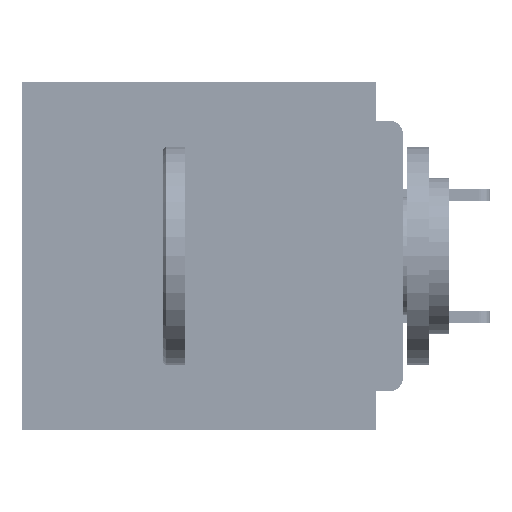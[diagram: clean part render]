
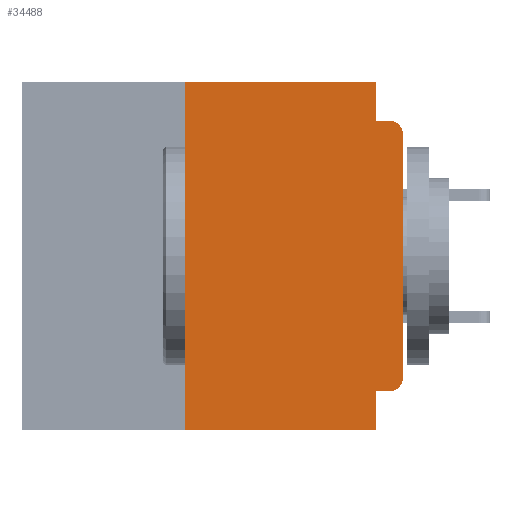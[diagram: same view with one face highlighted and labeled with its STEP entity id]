
A CAD part, left-side view. The second image highlights one B-rep face of the part: STEP entity #34488.
In plain terms, the highlighted planar face has unit normal (-1, 0, 0).
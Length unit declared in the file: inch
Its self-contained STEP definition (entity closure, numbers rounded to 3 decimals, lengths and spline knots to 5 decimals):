
#473 = ORIENTED_EDGE ( 'NONE', *, *, #55599, .T. ) ;
#1620 = VECTOR ( 'NONE', #65380, 39.37008 ) ;
#2172 = CARTESIAN_POINT ( 'NONE',  ( 0., 0.015, -0.34 ) ) ;
#2441 = ORIENTED_EDGE ( 'NONE', *, *, #53403, .T. ) ;
#2627 = VERTEX_POINT ( 'NONE', #60429 ) ;
#3083 = PLANE ( 'NONE',  #67594 ) ;
#3205 = DIRECTION ( 'NONE',  ( 0., 1., 0. ) ) ;
#3796 = CARTESIAN_POINT ( 'NONE',  ( 0., 0.031, 0. ) ) ;
#5750 = CARTESIAN_POINT ( 'NONE',  ( 0., 0.015, -0.06 ) ) ;
#7518 = ORIENTED_EDGE ( 'NONE', *, *, #28582, .F. ) ;
#7830 = DIRECTION ( 'NONE',  ( 0., 0., -1. ) ) ;
#10723 = DIRECTION ( 'NONE',  ( 0., 0., 1. ) ) ;
#11311 = ORIENTED_EDGE ( 'NONE', *, *, #68784, .F. ) ;
#11368 = DIRECTION ( 'NONE',  ( 0., 0., -1. ) ) ;
#12508 = CIRCLE ( 'NONE', #20918, 0.015 ) ;
#14291 = DIRECTION ( 'NONE',  ( 1., 0., 0. ) ) ;
#16408 = LINE ( 'NONE', #21491, #1620 ) ;
#17221 = CARTESIAN_POINT ( 'NONE',  ( 0., 0.437, -0.4 ) ) ;
#18753 = ORIENTED_EDGE ( 'NONE', *, *, #51442, .F. ) ;
#19140 = FACE_OUTER_BOUND ( 'NONE', #39768, .T. ) ;
#20870 = CARTESIAN_POINT ( 'NONE',  ( 0., 0.031, -0.4 ) ) ;
#20918 = AXIS2_PLACEMENT_3D ( 'NONE', #5750, #44274, #11368 ) ;
#21491 = CARTESIAN_POINT ( 'NONE',  ( 0., 0., 0. ) ) ;
#23014 = EDGE_CURVE ( 'NONE', #68720, #2627, #65859, .T. ) ;
#24476 = VERTEX_POINT ( 'NONE', #48046 ) ;
#24886 = VERTEX_POINT ( 'NONE', #30501 ) ;
#25302 = CARTESIAN_POINT ( 'NONE',  ( 0., 0.015, -0.355 ) ) ;
#26437 = DIRECTION ( 'NONE',  ( 0., -1., 0. ) ) ;
#26830 = ORIENTED_EDGE ( 'NONE', *, *, #61138, .F. ) ;
#27276 = ORIENTED_EDGE ( 'NONE', *, *, #56796, .T. ) ;
#28582 = EDGE_CURVE ( 'NONE', #24476, #33949, #70810, .T. ) ;
#30071 = VECTOR ( 'NONE', #43229, 39.37008 ) ;
#30501 = CARTESIAN_POINT ( 'NONE',  ( 0., 0.031, 0. ) ) ;
#30637 = VECTOR ( 'NONE', #3205, 39.37008 ) ;
#30750 = LINE ( 'NONE', #3796, #58153 ) ;
#31500 = CARTESIAN_POINT ( 'NONE',  ( 0., 0.437, 0. ) ) ;
#32352 = LINE ( 'NONE', #36293, #30637 ) ;
#32656 = AXIS2_PLACEMENT_3D ( 'NONE', #2172, #40807, #7830 ) ;
#33368 = LINE ( 'NONE', #50973, #62490 ) ;
#33674 = LINE ( 'NONE', #31500, #61092 ) ;
#33949 = VERTEX_POINT ( 'NONE', #42951 ) ;
#34488 = ADVANCED_FACE ( 'NONE', ( #19140 ), #3083, .F. ) ;
#34495 = ORIENTED_EDGE ( 'NONE', *, *, #23014, .T. ) ;
#34801 = LINE ( 'NONE', #17221, #49358 ) ;
#36293 = CARTESIAN_POINT ( 'NONE',  ( 0., 0., -0.355 ) ) ;
#36870 = DIRECTION ( 'NONE',  ( 0., 0., -1. ) ) ;
#39768 = EDGE_LOOP ( 'NONE', ( #2441, #473, #49173, #11311, #18753, #7518, #27276, #26830, #47383, #34495 ) ) ;
#40807 = DIRECTION ( 'NONE',  ( -1., 0., 0. ) ) ;
#42103 = CARTESIAN_POINT ( 'NONE',  ( 0., 0.031, -0.045 ) ) ;
#42951 = CARTESIAN_POINT ( 'NONE',  ( 0., 0.25, 0. ) ) ;
#43229 = DIRECTION ( 'NONE',  ( 0., 0., -1. ) ) ;
#44274 = DIRECTION ( 'NONE',  ( -1., 0., 0. ) ) ;
#45864 = CARTESIAN_POINT ( 'NONE',  ( 0., 0.031, -0.355 ) ) ;
#46370 = LINE ( 'NONE', #53950, #30071 ) ;
#47184 = CARTESIAN_POINT ( 'NONE',  ( 0., 0.437, 0. ) ) ;
#47383 = ORIENTED_EDGE ( 'NONE', *, *, #70443, .F. ) ;
#48046 = CARTESIAN_POINT ( 'NONE',  ( 0., 0.25, -0.4 ) ) ;
#48542 = VERTEX_POINT ( 'NONE', #52338 ) ;
#49138 = CARTESIAN_POINT ( 'NONE',  ( 0., 0.25, -0.4 ) ) ;
#49173 = ORIENTED_EDGE ( 'NONE', *, *, #68510, .F. ) ;
#49358 = VECTOR ( 'NONE', #55573, 39.37008 ) ;
#50973 = CARTESIAN_POINT ( 'NONE',  ( 0., 0., -0.045 ) ) ;
#51442 = EDGE_CURVE ( 'NONE', #33949, #24886, #33674, .T. ) ;
#52338 = CARTESIAN_POINT ( 'NONE',  ( 0., 0.015, -0.045 ) ) ;
#52386 = CARTESIAN_POINT ( 'NONE',  ( 0., 0., -0.06 ) ) ;
#52658 = DIRECTION ( 'NONE',  ( 0., 0., -1. ) ) ;
#53403 = EDGE_CURVE ( 'NONE', #2627, #66839, #16408, .T. ) ;
#53950 = CARTESIAN_POINT ( 'NONE',  ( 0., 0.031, -0.4 ) ) ;
#55573 = DIRECTION ( 'NONE',  ( 0., -1., 0. ) ) ;
#55599 = EDGE_CURVE ( 'NONE', #66839, #48542, #12508, .T. ) ;
#56202 = VECTOR ( 'NONE', #10723, 39.37008 ) ;
#56457 = DIRECTION ( 'NONE',  ( 0., -1., 0. ) ) ;
#56796 = EDGE_CURVE ( 'NONE', #24476, #58277, #34801, .T. ) ;
#57821 = VERTEX_POINT ( 'NONE', #42103 ) ;
#58153 = VECTOR ( 'NONE', #36870, 39.37008 ) ;
#58277 = VERTEX_POINT ( 'NONE', #20870 ) ;
#60429 = CARTESIAN_POINT ( 'NONE',  ( 0., 0., -0.34 ) ) ;
#61092 = VECTOR ( 'NONE', #26437, 39.37008 ) ;
#61138 = EDGE_CURVE ( 'NONE', #65779, #58277, #46370, .T. ) ;
#62490 = VECTOR ( 'NONE', #56457, 39.37008 ) ;
#65380 = DIRECTION ( 'NONE',  ( 0., 0., 1. ) ) ;
#65779 = VERTEX_POINT ( 'NONE', #45864 ) ;
#65859 = CIRCLE ( 'NONE', #32656, 0.015 ) ;
#66839 = VERTEX_POINT ( 'NONE', #52386 ) ;
#67594 = AXIS2_PLACEMENT_3D ( 'NONE', #47184, #14291, #52658 ) ;
#68510 = EDGE_CURVE ( 'NONE', #57821, #48542, #33368, .T. ) ;
#68720 = VERTEX_POINT ( 'NONE', #25302 ) ;
#68784 = EDGE_CURVE ( 'NONE', #24886, #57821, #30750, .T. ) ;
#70443 = EDGE_CURVE ( 'NONE', #68720, #65779, #32352, .T. ) ;
#70810 = LINE ( 'NONE', #49138, #56202 ) ;
